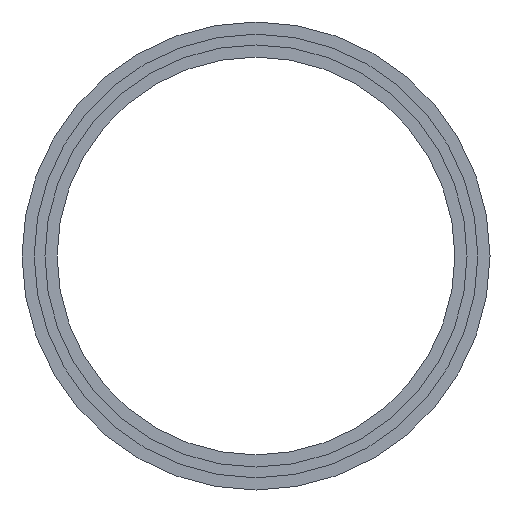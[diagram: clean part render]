
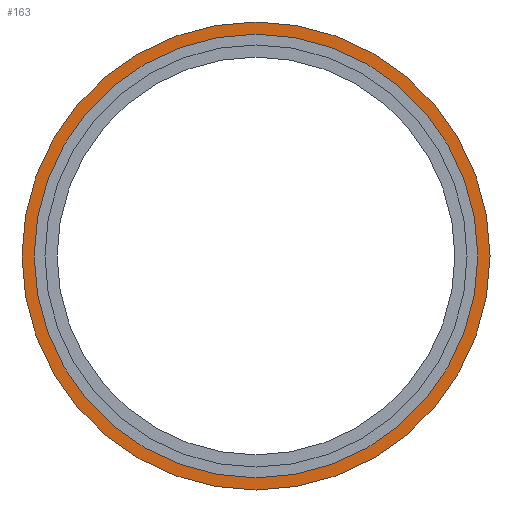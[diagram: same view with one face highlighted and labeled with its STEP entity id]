
A CAD part, front view. The second image highlights one B-rep face of the part: STEP entity #163.
In plain terms, the highlighted planar face has unit normal (0, -1, 0).
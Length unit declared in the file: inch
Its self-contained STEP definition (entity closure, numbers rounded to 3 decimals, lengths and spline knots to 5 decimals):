
#4 = EDGE_CURVE ( 'NONE', #258, #64, #119, .T. ) ;
#14 = CARTESIAN_POINT ( 'NONE',  ( 0., 0.06, 0. ) ) ;
#15 = CARTESIAN_POINT ( 'NONE',  ( 0., 0.06, 0. ) ) ;
#37 = CARTESIAN_POINT ( 'NONE',  ( 0., 0.06, 0. ) ) ;
#42 = ORIENTED_EDGE ( 'NONE', *, *, #276, .T. ) ;
#47 = FACE_OUTER_BOUND ( 'NONE', #136, .T. ) ;
#64 = VERTEX_POINT ( 'NONE', #306 ) ;
#65 = CARTESIAN_POINT ( 'NONE',  ( 0., 0.06, 0. ) ) ;
#67 = AXIS2_PLACEMENT_3D ( 'NONE', #91, #220, #134 ) ;
#91 = CARTESIAN_POINT ( 'NONE',  ( 0., 0.06, 0. ) ) ;
#96 = ORIENTED_EDGE ( 'NONE', *, *, #231, .F. ) ;
#111 = CIRCLE ( 'NONE', #209, 2.5 ) ;
#116 = DIRECTION ( 'NONE',  ( 0., 0., -1. ) ) ;
#119 = CIRCLE ( 'NONE', #195, 2.37 ) ;
#134 = DIRECTION ( 'NONE',  ( 0., 0., -1. ) ) ;
#136 = EDGE_LOOP ( 'NONE', ( #407, #42 ) ) ;
#142 = VERTEX_POINT ( 'NONE', #390 ) ;
#156 = CARTESIAN_POINT ( 'NONE',  ( 0., 0.06, -2.5 ) ) ;
#163 = ADVANCED_FACE ( 'NONE', ( #206, #47 ), #303, .T. ) ;
#187 = DIRECTION ( 'NONE',  ( 0., -1., 0. ) ) ;
#189 = AXIS2_PLACEMENT_3D ( 'NONE', #15, #187, #219 ) ;
#195 = AXIS2_PLACEMENT_3D ( 'NONE', #37, #197, #323 ) ;
#197 = DIRECTION ( 'NONE',  ( 0., -1., 0. ) ) ;
#206 = FACE_BOUND ( 'NONE', #287, .T. ) ;
#209 = AXIS2_PLACEMENT_3D ( 'NONE', #65, #406, #290 ) ;
#219 = DIRECTION ( 'NONE',  ( 0., 0., -1. ) ) ;
#220 = DIRECTION ( 'NONE',  ( 0., -1., 0. ) ) ;
#221 = CIRCLE ( 'NONE', #67, 2.37 ) ;
#224 = VERTEX_POINT ( 'NONE', #156 ) ;
#231 = EDGE_CURVE ( 'NONE', #64, #258, #221, .T. ) ;
#258 = VERTEX_POINT ( 'NONE', #308 ) ;
#276 = EDGE_CURVE ( 'NONE', #142, #224, #367, .T. ) ;
#287 = EDGE_LOOP ( 'NONE', ( #96, #380 ) ) ;
#290 = DIRECTION ( 'NONE',  ( 0., 0., -1. ) ) ;
#303 = PLANE ( 'NONE',  #375 ) ;
#306 = CARTESIAN_POINT ( 'NONE',  ( 0., 0.06, -2.37 ) ) ;
#308 = CARTESIAN_POINT ( 'NONE',  ( 0., 0.06, 2.37 ) ) ;
#323 = DIRECTION ( 'NONE',  ( 0., 0., -1. ) ) ;
#350 = EDGE_CURVE ( 'NONE', #224, #142, #111, .T. ) ;
#367 = CIRCLE ( 'NONE', #189, 2.5 ) ;
#375 = AXIS2_PLACEMENT_3D ( 'NONE', #14, #397, #116 ) ;
#380 = ORIENTED_EDGE ( 'NONE', *, *, #4, .F. ) ;
#390 = CARTESIAN_POINT ( 'NONE',  ( 0., 0.06, 2.5 ) ) ;
#397 = DIRECTION ( 'NONE',  ( 0., -1., 0. ) ) ;
#406 = DIRECTION ( 'NONE',  ( 0., -1., 0. ) ) ;
#407 = ORIENTED_EDGE ( 'NONE', *, *, #350, .T. ) ;
